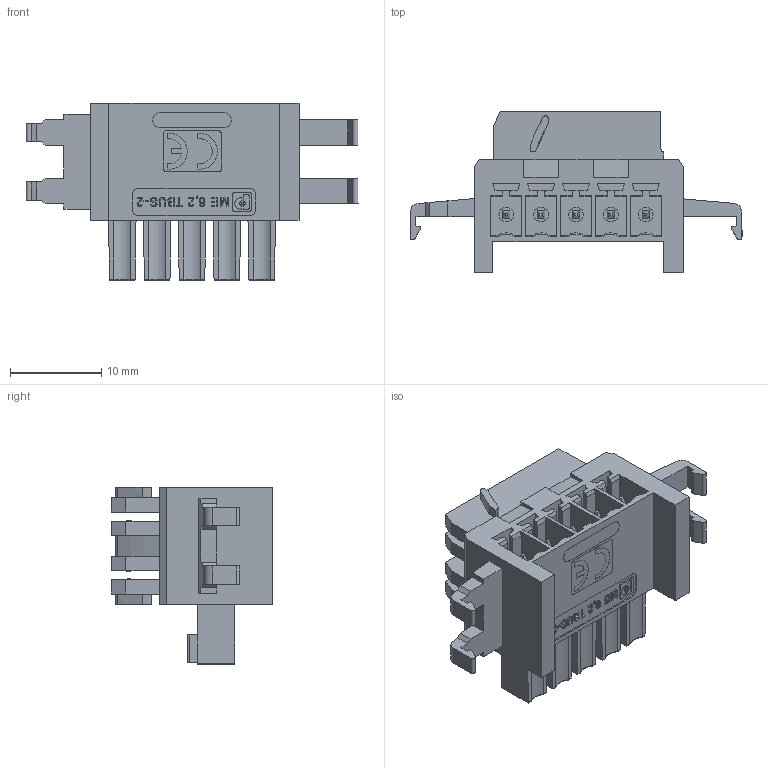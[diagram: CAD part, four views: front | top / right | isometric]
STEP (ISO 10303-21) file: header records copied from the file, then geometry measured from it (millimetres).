
FILE_DESCRIPTION (( 'STEP AP214' ), '1' );
FILE_NAME ('9294-31-12.STEP', '2021-03-02T17:01:05', ( '' ), ( '' ), 'SwSTEP 2.0', 'SolidWorks 2019', '' );
FILE_SCHEMA (( 'AUTOMOTIVE_DESIGN' ));
Length unit declared in the file: inch
Products named in the file (1): 9294-31-12
Bounding box: 36.3 x 17.65 x 19.4 mm (x, y, z)
Volume: 3420.8 mm3; surface area: 3943.6 mm2
Topology: 1 solids, 1 shells, 1028 faces, 2756 edges, 1811 vertices
Faces by surface type: plane 799, cylinder 122, bspline 102, cone 5
Full cylindrical faces by diameter (mm): 1.6 x10
Entity records: 63787 total; most frequent: CARTESIAN_POINT 38748, ORIENTED_EDGE 5492, DIRECTION 4531, EDGE_CURVE 2746, LINE 2299, VECTOR 2299, VERTEX_POINT 1811, EDGE_LOOP 1119
